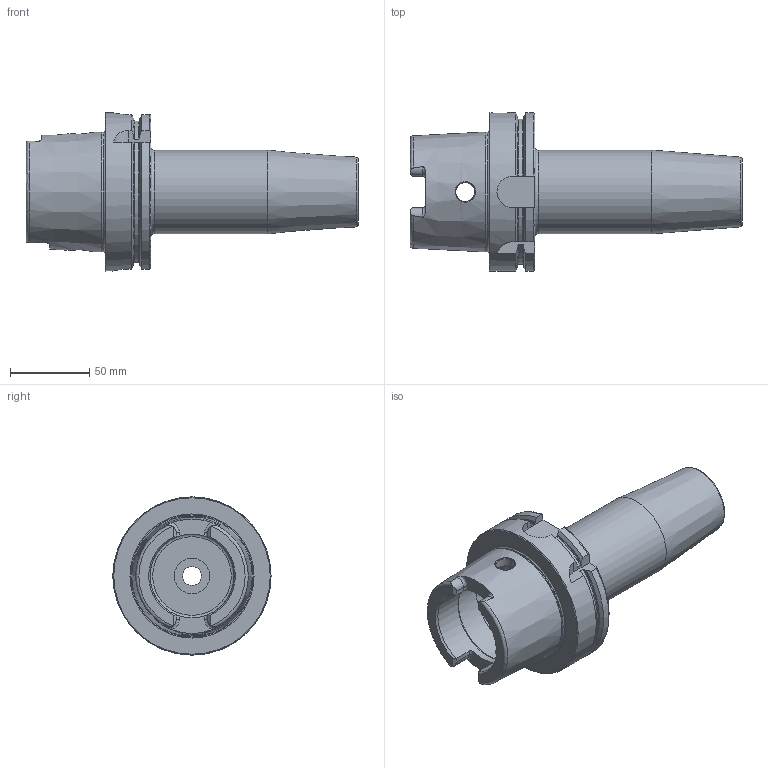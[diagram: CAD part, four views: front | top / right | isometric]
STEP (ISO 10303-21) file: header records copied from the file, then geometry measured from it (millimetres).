
FILE_DESCRIPTION(/* description */ (''),/* implementation_level */ '2;1');
FILE_NAME(/* name */ 'VR042J.stp',/* time_stamp */ '2021-11-24T10:20:25+09:00',/* author */ ('eos'),/* organization */ (''),/* preprocessor_version */ 'ST-DEVELOPER v18.1',/* originating_system */ 'Autodesk Inventor 2022',/* authorisation */ '');
FILE_SCHEMA (('AUTOMOTIVE_DESIGN { 1 0 10303 214 3 1 1 }'));
Length unit declared in the file: millimetre
Products named in the file (1): HSK63A
Bounding box: 210 x 100 x 100 mm (x, y, z)
Volume: 481770.5 mm3; surface area: 78635.5 mm2
Topology: 1 solids, 1 shells, 119 faces, 317 edges, 205 vertices
Faces by surface type: plane 38, cylinder 37, torus 25, cone 17, bspline 2
Full cylindrical faces by diameter (mm): 2.5 x2, 10 x1, 12 x3, 14.917 x1, 22.376 x1, 25 x1, 25.4 x1, 26.6 x1, 53 x3, 63 x1, 75.415 x1, 100 x1
Entity records: 4506 total; most frequent: CARTESIAN_POINT 1518, ORIENTED_EDGE 630, DIRECTION 623, EDGE_CURVE 315, AXIS2_PLACEMENT_3D 258, VERTEX_POINT 205, EDGE_LOOP 132, CIRCLE 130
